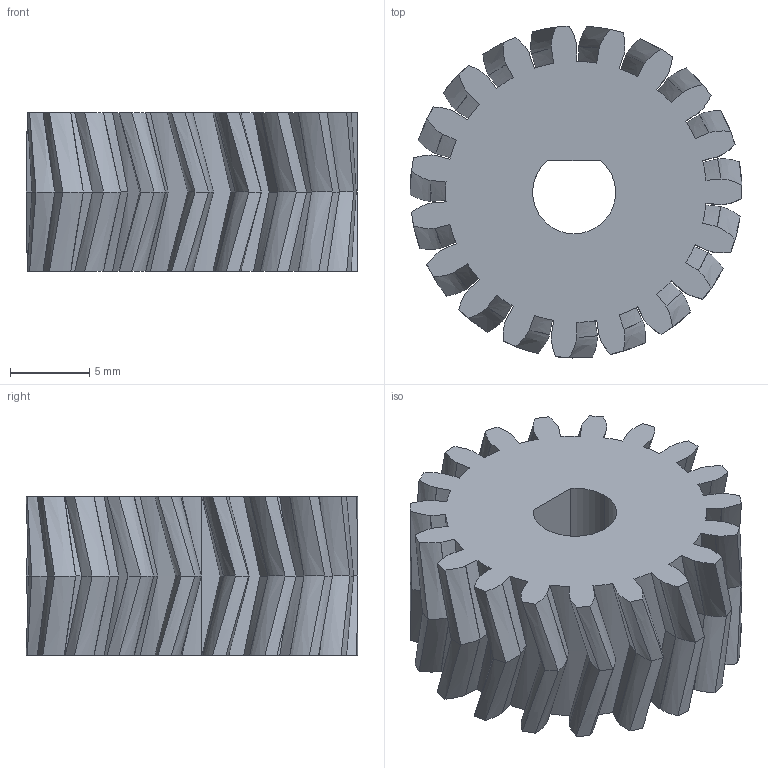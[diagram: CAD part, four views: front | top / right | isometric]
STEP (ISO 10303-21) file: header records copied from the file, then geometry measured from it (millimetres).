
FILE_DESCRIPTION(('HOOPS Exchange Step'),'2;1');
FILE_NAME('temp_export','2024-05-03T10:59:19+02:00',('Lucas'),('Shapr3D Limited'),'HOOPS Exchange 2024.2','Shapr3D','Authorized');
FILE_SCHEMA( ('AP242_MANAGED_MODEL_BASED_3D_ENGINEERING_MIM_LF {1 0 10303 442 1 1 4 }') );
Length unit declared in the file: millimetre
Products named in the file (1): herringbone-19
Bounding box: 20.99 x 20.99 x 10 mm (x, y, z)
Volume: 2546 mm3; surface area: 1994.7 mm2
Topology: 1 solids, 1 shells, 292 faces, 756 edges, 466 vertices
Faces by surface type: bspline 266, cylinder 23, plane 3
Entity records: 14369 total; most frequent: CARTESIAN_POINT 9129, ORIENTED_EDGE 1512, EDGE_CURVE 756, B_SPLINE_CURVE_WITH_KNOTS 549, VERTEX_POINT 466, DIRECTION 307, EDGE_LOOP 294, FACE_BOUND 294
